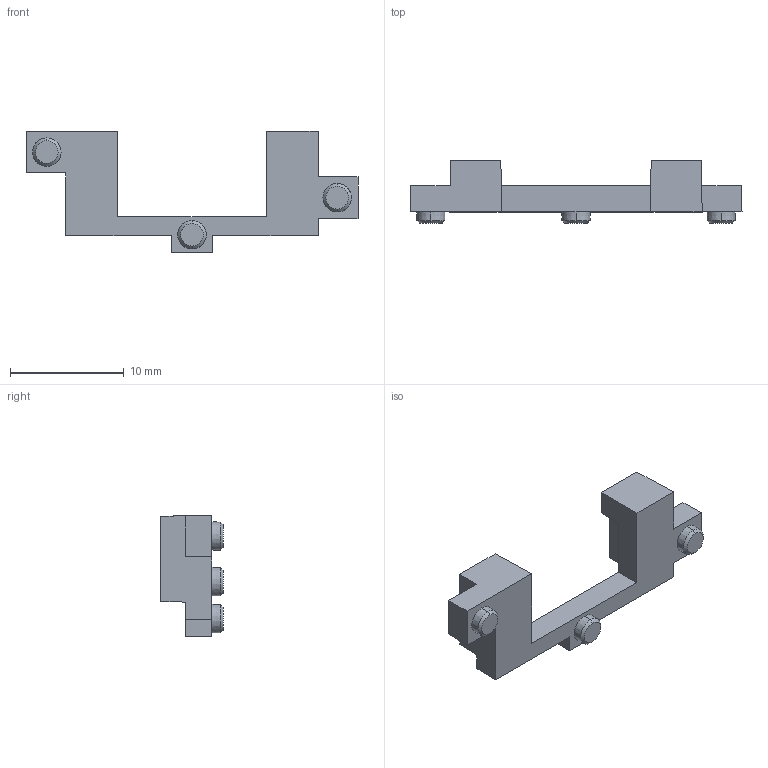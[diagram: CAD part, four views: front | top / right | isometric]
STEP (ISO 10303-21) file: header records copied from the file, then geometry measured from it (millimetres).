
FILE_DESCRIPTION (( 'STEP AP214' ), '1' );
FILE_NAME ('PLS-000071-ZWave-PCB-INSERTLOCATOR-rev-5.STEP', '2025-08-27T16:26:23', ( '' ), ( '' ), 'SwSTEP 2.0', 'SolidWorks 2023', '' );
FILE_SCHEMA (( 'AUTOMOTIVE_DESIGN' ));
Length unit declared in the file: millimetre
Products named in the file (1): PLS-000071-ZWave-PCB-INSERTLOCATOR-rev-5
Bounding box: 29.16 x 5.5 x 10.66 mm (x, y, z)
Volume: 403.3 mm3; surface area: 689.6 mm2
Topology: 1 solids, 1 shells, 55 faces, 135 edges, 87 vertices
Faces by surface type: plane 43, cone 12
Entity records: 1618 total; most frequent: CARTESIAN_POINT 278, ORIENTED_EDGE 270, DIRECTION 265, EDGE_CURVE 135, LINE 117, VECTOR 117, VERTEX_POINT 87, AXIS2_PLACEMENT_3D 74
